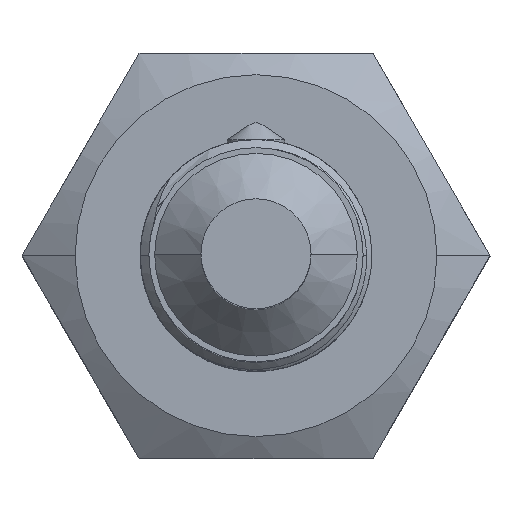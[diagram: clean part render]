
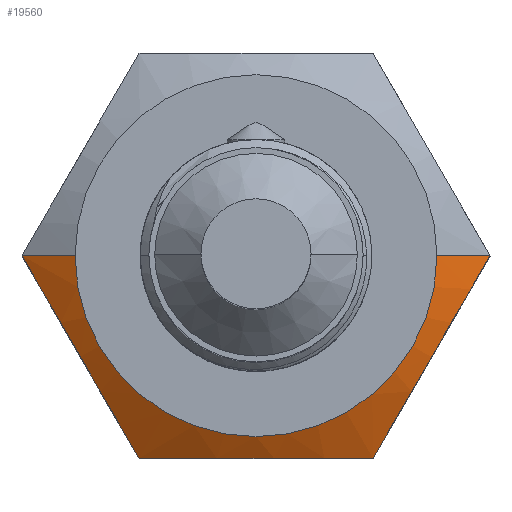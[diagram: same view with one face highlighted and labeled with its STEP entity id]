
A CAD part, top view. The second image highlights one B-rep face of the part: STEP entity #19560.
In plain terms, the highlighted conical face has half-angle 60 degrees and reference radius 3.125 mm.
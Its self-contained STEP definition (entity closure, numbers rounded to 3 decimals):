
#347 = CARTESIAN_POINT ( 'NONE',  ( 2.686, -2.348, 15.582 ) ) ;
#1188 = CARTESIAN_POINT ( 'NONE',  ( -3.712, -0.571, 15.46 ) ) ;
#1540 = CARTESIAN_POINT ( 'NONE',  ( 0., 0., 15.798 ) ) ;
#1962 = CARTESIAN_POINT ( 'NONE',  ( 0., 0., 15.798 ) ) ;
#2110 = VECTOR ( 'NONE', #36566, 1000. ) ;
#2639 = DIRECTION ( 'NONE',  ( -1., 0., 0. ) ) ;
#2681 = CARTESIAN_POINT ( 'NONE',  ( 0.688, -3.5, 15.552 ) ) ;
#2873 = VERTEX_POINT ( 'NONE', #32867 ) ;
#2875 = FACE_OUTER_BOUND ( 'NONE', #17239, .T. ) ;
#3722 = CARTESIAN_POINT ( 'NONE',  ( 2.351, -2.929, 15.46 ) ) ;
#4174 = CARTESIAN_POINT ( 'NONE',  ( -4.041, 0., 15.269 ) ) ;
#5280 = VERTEX_POINT ( 'NONE', #8381 ) ;
#5788 = ORIENTED_EDGE ( 'NONE', *, *, #12539, .T. ) ;
#6080 = ORIENTED_EDGE ( 'NONE', *, *, #20015, .T. ) ;
#6240 = CARTESIAN_POINT ( 'NONE',  ( 2.021, -3.5, 15.269 ) ) ;
#7082 = CARTESIAN_POINT ( 'NONE',  ( -2.69, -2.341, 15.552 ) ) ;
#7370 = CIRCLE ( 'NONE', #22224, 3.125 ) ;
#8343 = ORIENTED_EDGE ( 'NONE', *, *, #19054, .F. ) ;
#8381 = CARTESIAN_POINT ( 'NONE',  ( 2.021, -3.5, 15.269 ) ) ;
#9588 = CARTESIAN_POINT ( 'NONE',  ( 4.041, 0., 15.269 ) ) ;
#9859 = CARTESIAN_POINT ( 'NONE',  ( 3.71, -0.575, 15.443 ) ) ;
#10553 = EDGE_CURVE ( 'NONE', #5280, #32238, #29237, .T. ) ;
#12490 = ORIENTED_EDGE ( 'NONE', *, *, #24654, .T. ) ;
#12539 = EDGE_CURVE ( 'NONE', #15581, #5280, #38059, .T. ) ;
#13458 = DIRECTION ( 'NONE',  ( -1., 0., 0. ) ) ;
#14111 = B_SPLINE_CURVE_WITH_KNOTS ( 'NONE', 3,
 ( #4174, #1188, #34857, #16298, #7082, #28796, #25705, #25305 ),
 .UNSPECIFIED., .F., .F.,
 ( 4, 2, 2, 4 ),
 ( 0., 0.002, 0.003, 0.004 ),
 .UNSPECIFIED. ) ;
#14431 = CARTESIAN_POINT ( 'NONE',  ( 3.125, 0., 15.798 ) ) ;
#14453 = CARTESIAN_POINT ( 'NONE',  ( 0.342, -3.5, 15.582 ) ) ;
#14577 = CARTESIAN_POINT ( 'NONE',  ( -0.68, -3.5, 15.553 ) ) ;
#14976 = CARTESIAN_POINT ( 'NONE',  ( -2.021, -3.5, 15.269 ) ) ;
#15353 = ORIENTED_EDGE ( 'NONE', *, *, #33994, .T. ) ;
#15581 = VERTEX_POINT ( 'NONE', #38507 ) ;
#15996 = CARTESIAN_POINT ( 'NONE',  ( 3.373, -1.159, 15.552 ) ) ;
#16254 = DIRECTION ( 'NONE',  ( 0., 0., -1. ) ) ;
#16298 = CARTESIAN_POINT ( 'NONE',  ( -2.861, -2.044, 15.582 ) ) ;
#17084 = ORIENTED_EDGE ( 'NONE', *, *, #10553, .T. ) ;
#17239 = EDGE_LOOP ( 'NONE', ( #8343, #15353, #6080, #12490, #5788, #17084 ) ) ;
#17532 = CARTESIAN_POINT ( 'NONE',  ( -3.125, 0., 15.798 ) ) ;
#17897 = CARTESIAN_POINT ( 'NONE',  ( -1.692, -3.5, 15.364 ) ) ;
#18030 = CARTESIAN_POINT ( 'NONE',  ( 1.363, -3.5, 15.442 ) ) ;
#18156 = CONICAL_SURFACE ( 'NONE', #29227, 3.125, 1.047 ) ;
#19044 = CARTESIAN_POINT ( 'NONE',  ( 3.876, -0.286, 15.365 ) ) ;
#19054 = EDGE_CURVE ( 'NONE', #38988, #32238, #22659, .T. ) ;
#19401 = CARTESIAN_POINT ( 'NONE',  ( -4.041, 0., 15.269 ) ) ;
#19560 = ADVANCED_FACE ( 'NONE', ( #2875 ), #18156, .T. ) ;
#20015 = EDGE_CURVE ( 'NONE', #2873, #32592, #25790, .T. ) ;
#20707 = CARTESIAN_POINT ( 'NONE',  ( 1.694, -3.5, 15.364 ) ) ;
#22224 = AXIS2_PLACEMENT_3D ( 'NONE', #1540, #16254, #13458 ) ;
#22422 = VECTOR ( 'NONE', #39014, 1000. ) ;
#22659 = LINE ( 'NONE', #30274, #2110 ) ;
#24654 = EDGE_CURVE ( 'NONE', #32592, #15581, #14111, .T. ) ;
#25305 = CARTESIAN_POINT ( 'NONE',  ( -2.021, -3.5, 15.269 ) ) ;
#25705 = CARTESIAN_POINT ( 'NONE',  ( -2.186, -3.214, 15.365 ) ) ;
#25790 = LINE ( 'NONE', #17532, #22422 ) ;
#27951 = CARTESIAN_POINT ( 'NONE',  ( 3.201, -1.456, 15.582 ) ) ;
#28796 = CARTESIAN_POINT ( 'NONE',  ( -2.352, -2.925, 15.443 ) ) ;
#29227 = AXIS2_PLACEMENT_3D ( 'NONE', #1962, #35755, #2639 ) ;
#29237 = B_SPLINE_CURVE_WITH_KNOTS ( 'NONE', 3,
 ( #6240, #3722, #347, #27951, #15996, #9859, #19044, #9588 ),
 .UNSPECIFIED., .F., .F.,
 ( 4, 2, 2, 4 ),
 ( 0., 0.002, 0.003, 0.004 ),
 .UNSPECIFIED. ) ;
#30274 = CARTESIAN_POINT ( 'NONE',  ( 3.125, 0., 15.798 ) ) ;
#32238 = VERTEX_POINT ( 'NONE', #35748 ) ;
#32592 = VERTEX_POINT ( 'NONE', #19401 ) ;
#32867 = CARTESIAN_POINT ( 'NONE',  ( -3.125, 0., 15.798 ) ) ;
#33994 = EDGE_CURVE ( 'NONE', #38988, #2873, #7370, .T. ) ;
#34857 = CARTESIAN_POINT ( 'NONE',  ( -3.377, -1.152, 15.582 ) ) ;
#35748 = CARTESIAN_POINT ( 'NONE',  ( 4.041, 0., 15.269 ) ) ;
#35755 = DIRECTION ( 'NONE',  ( 0., 0., -1. ) ) ;
#36039 = CARTESIAN_POINT ( 'NONE',  ( 2.021, -3.5, 15.269 ) ) ;
#36427 = CARTESIAN_POINT ( 'NONE',  ( -1.355, -3.5, 15.444 ) ) ;
#36566 = DIRECTION ( 'NONE',  ( 0.866, 0., -0.5 ) ) ;
#38059 = B_SPLINE_CURVE_WITH_KNOTS ( 'NONE', 3,
 ( #14976, #17897, #36427, #14577, #39365, #14453, #2681, #18030, #20707, #36039 ),
 .UNSPECIFIED., .F., .F.,
 ( 4, 2, 2, 2, 4 ),
 ( 0.004, 0.005, 0.006, 0.007, 0.008 ),
 .UNSPECIFIED. ) ;
#38507 = CARTESIAN_POINT ( 'NONE',  ( -2.021, -3.5, 15.269 ) ) ;
#38988 = VERTEX_POINT ( 'NONE', #14431 ) ;
#39014 = DIRECTION ( 'NONE',  ( -0.866, 0., -0.5 ) ) ;
#39365 = CARTESIAN_POINT ( 'NONE',  ( -0.341, -3.5, 15.582 ) ) ;
